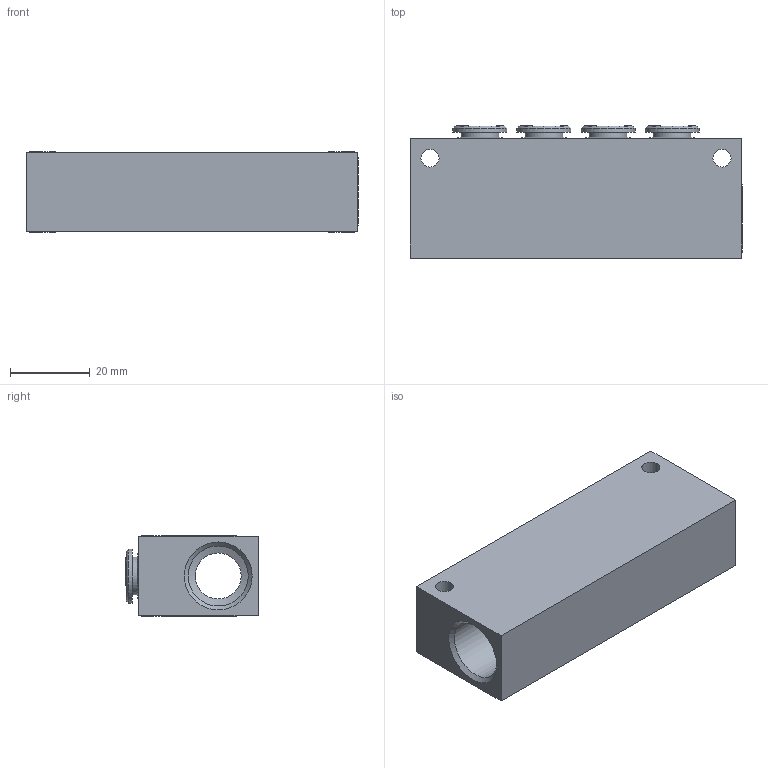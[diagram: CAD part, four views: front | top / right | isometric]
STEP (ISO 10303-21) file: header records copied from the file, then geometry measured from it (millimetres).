
FILE_DESCRIPTION( ( 'STEP AP214' ), '1' );
FILE_NAME( 'psolqas_13404_48.stp', '2021-03-04T17:12:25', ( 'License CC BY-ND 4.0' ), ( 'CADENAS' ), ' ', 'PARTsolutions', ' ' );
FILE_SCHEMA( ( 'AUTOMOTIVE_DESIGN { 1 0 10303 214 1 1 1 1 }' ) );
Length unit declared in the file: metre
Products named in the file (1): Rivoluzione4
Bounding box: 83 x 33.1 x 20 mm (x, y, z)
Volume: 36412.3 mm3; surface area: 15440.9 mm2
Topology: 1 solids, 1 shells, 516 faces, 1322 edges, 876 vertices
Faces by surface type: plane 267, bspline 204, cylinder 23, cone 22
Full cylindrical faces by diameter (mm): 4.5 x2, 6 x4, 8.15 x4, 9.4 x4, 11.5 x1, 11.7 x1, 13.5 x4, 15 x2
Entity records: 30694 total; most frequent: CARTESIAN_POINT 15565, ORIENTED_EDGE 2544, DIRECTION 1540, EDGE_CURVE 1272, VERTEX_POINT 870, LINE 794, VECTOR 794, EDGE_LOOP 642
